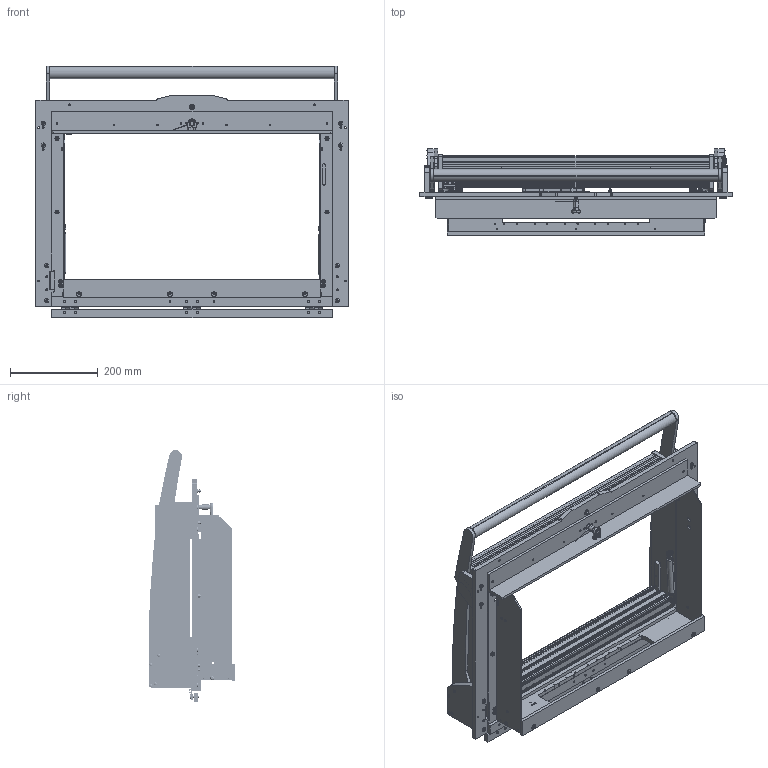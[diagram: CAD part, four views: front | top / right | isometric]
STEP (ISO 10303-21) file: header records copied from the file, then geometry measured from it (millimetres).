
FILE_DESCRIPTION (( 'STEP AP214' ), '1' );
FILE_NAME ('43880~2.STEP', '2019-02-11T12:44:41', ( '' ), ( '' ), 'SwSTEP 2.0', 'SolidWorks 2018', '' );
FILE_SCHEMA (( 'AUTOMOTIVE_DESIGN' ));
Length unit declared in the file: millimetre
Products named in the file (74): 48726~2_S; 48565~1_S; 43880~2; 39059_Knopf~0_S; 37967~0_felx <Standard>; 3521~0_Spring Pin ISO 8752 - 3 x 16 - St; 40335~0_S; 40327~1; 2281~0_180ø<Standard>; DIN6325~n_02,0m6x016; 35469~0; 35651~1_S; 53031~0_S; DIN6325~n_03,0m6x010; 37756~4_KUNDE<S>; 57801~2_S; 40326~1_S; 40332~0_S; 48728~1_S; DIN7991~n_M05,0x020; K_02037~0_Standard ohne Dyn Punkt<Standard>; 40333~2_S; 43766~2; DIN6325~n_04,0m6x024; DIN125~n_04,3 M04,0; 40328~0_S; 37758~3_KUNDE<S>; 43493~2_S; 2528~0; 37972~6_S; 32578~1_S; DIN912~n_M04,0x020; DIN125~n_05,3 M05,0 Fase; 35097~0; 35649~1_S; 30955~0_S; 43495~0_S; DIN6325~n_04,0m6x014; 43764~0_S; 34328~1_S ...
Assembly tree (172 placements, depth 3):
  43880~2
    43766~2
    53831~0_KUNDE<S>  x2
    43579~0_KUNDE<S>  x2
    53828~0_KUNDE<S>  x2
    37756~4_KUNDE<S>
    37758~3_KUNDE<S>
    40335~0_S
    43581~5_KUNDE<S>
    43582~6_S
    43494~2_S
    43493~2_S
    35651~1_S
    35649~1_S
    31253~0_S
    40324~2_S
    37972~6_S
    37971~8_S
    40325~1_S
    40333~2_S
    40332~0_S
    40326~1_S
    40327~1
    40328~0_S
    43764~0_S
    32724~1
    34328~1_S  x2
    35151~0_S
    43495~0_S  x8
    ASR~-a-s-r_拱04,2x07x拌8  x2
    53031~0_S
    39059~0_S
      39059_Knopf~0_S
      39059_Grundkörper~0_S
    2281~0_180ø<Standard>  x3
      2281~0
    32587~4_S
    35097~0
    ISO7380~n_M03,0x005  x2
    32578~1_S  x2
    48728~1_S
      48726~2_S
      DIN6325~n_04,0m6x012
      48565~1_S
      DIN125~n_06,4 M06,0 Fase
      DIN125~n_04,3 M04,0  x2
      DIN912~n_M04,0x020  x2
      49317~0
    48727~1_S
      48726~2_S
      DIN6325~n_04,0m6x012
      48565~1_S
      DIN912~n_M04,0x020  x2
      DIN125~n_06,4 M06,0 Fase
      DIN125~n_04,3 M04,0  x2
      49317~0
    DIN125~n_04,3 M04,0  x2
    49317~0  x2
    37967~0_felx <Standard>
      K_02037~0
Bounding box: 716 x 198 x 574.34 mm (x, y, z)
Volume: 5183683.5 mm3; surface area: 2239898.4 mm2
Topology: 171 solids, 171 shells, 4294 faces, 10807 edges, 6885 vertices
Faces by surface type: plane 1726, cylinder 1680, cone 660, sphere 84, bspline 83, torus 61
Entity records: 92504 total; most frequent: CARTESIAN_POINT 15747, DIRECTION 14894, ORIENTED_EDGE 13484, EDGE_CURVE 6742, AXIS2_PLACEMENT_3D 5645, VERTEX_POINT 4336, LINE 3604, VECTOR 3604
